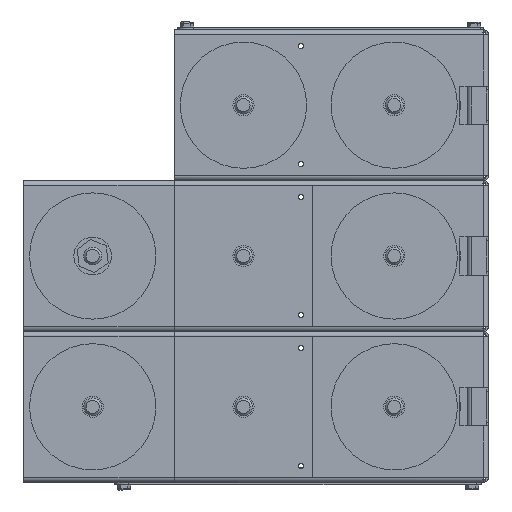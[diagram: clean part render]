
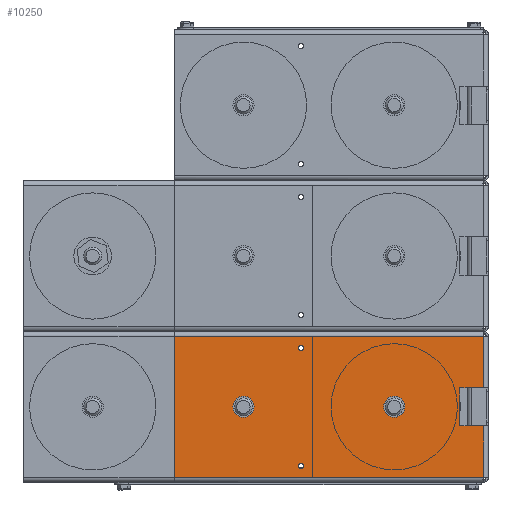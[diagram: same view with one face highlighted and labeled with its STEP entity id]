
A CAD part, front view. The second image highlights one B-rep face of the part: STEP entity #10250.
In plain terms, the highlighted planar face has unit normal (0, -1, 0).
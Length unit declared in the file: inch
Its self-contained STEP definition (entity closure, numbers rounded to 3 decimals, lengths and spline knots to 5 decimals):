
#449=FACE_BOUND('',#1834,.T.);
#450=FACE_BOUND('',#1835,.T.);
#451=FACE_BOUND('',#1836,.T.);
#452=FACE_BOUND('',#1837,.T.);
#739=PLANE('',#11362);
#1198=FACE_OUTER_BOUND('',#1833,.T.);
#1833=EDGE_LOOP('',(#7931,#7932,#7933,#7934,#7935,#7936,#7937,#7938,#7939,
#7940,#7941,#7942));
#1834=EDGE_LOOP('',(#7943));
#1835=EDGE_LOOP('',(#7944));
#1836=EDGE_LOOP('',(#7945));
#1837=EDGE_LOOP('',(#7946));
#2605=LINE('',#16318,#3545);
#2607=LINE('',#16324,#3547);
#2611=LINE('',#16334,#3551);
#2612=LINE('',#16336,#3552);
#2613=LINE('',#16338,#3553);
#2614=LINE('',#16340,#3554);
#2615=LINE('',#16342,#3555);
#2616=LINE('',#16344,#3556);
#2617=LINE('',#16346,#3557);
#2618=LINE('',#16348,#3558);
#2619=LINE('',#16350,#3559);
#2620=LINE('',#16351,#3560);
#3545=VECTOR('',#12974,0.3937);
#3547=VECTOR('',#12980,0.3937);
#3551=VECTOR('',#12988,0.3937);
#3552=VECTOR('',#12989,0.3937);
#3553=VECTOR('',#12990,0.3937);
#3554=VECTOR('',#12991,0.3937);
#3555=VECTOR('',#12992,0.3937);
#3556=VECTOR('',#12993,0.3937);
#3557=VECTOR('',#12994,0.3937);
#3558=VECTOR('',#12995,0.3937);
#3559=VECTOR('',#12996,0.3937);
#3560=VECTOR('',#12997,0.3937);
#4400=CIRCLE('',#11346,0.28);
#4402=CIRCLE('',#11349,0.28);
#4404=CIRCLE('',#11352,0.07);
#4406=CIRCLE('',#11355,0.07);
#4870=VERTEX_POINT('',#16290);
#4872=VERTEX_POINT('',#16296);
#4874=VERTEX_POINT('',#16302);
#4876=VERTEX_POINT('',#16308);
#4879=VERTEX_POINT('',#16315);
#4880=VERTEX_POINT('',#16317);
#4882=VERTEX_POINT('',#16323);
#4886=VERTEX_POINT('',#16333);
#4887=VERTEX_POINT('',#16335);
#4888=VERTEX_POINT('',#16337);
#4889=VERTEX_POINT('',#16339);
#4890=VERTEX_POINT('',#16341);
#4891=VERTEX_POINT('',#16343);
#4892=VERTEX_POINT('',#16345);
#4893=VERTEX_POINT('',#16347);
#4894=VERTEX_POINT('',#16349);
#6005=EDGE_CURVE('',#4870,#4870,#4400,.T.);
#6008=EDGE_CURVE('',#4872,#4872,#4402,.T.);
#6011=EDGE_CURVE('',#4874,#4874,#4404,.T.);
#6014=EDGE_CURVE('',#4876,#4876,#4406,.T.);
#6018=EDGE_CURVE('',#4879,#4880,#2605,.T.);
#6021=EDGE_CURVE('',#4882,#4880,#2607,.T.);
#6026=EDGE_CURVE('',#4886,#4879,#2611,.T.);
#6027=EDGE_CURVE('',#4887,#4886,#2612,.T.);
#6028=EDGE_CURVE('',#4888,#4887,#2613,.T.);
#6029=EDGE_CURVE('',#4889,#4888,#2614,.T.);
#6030=EDGE_CURVE('',#4889,#4890,#2615,.T.);
#6031=EDGE_CURVE('',#4890,#4891,#2616,.T.);
#6032=EDGE_CURVE('',#4891,#4892,#2617,.T.);
#6033=EDGE_CURVE('',#4892,#4893,#2618,.T.);
#6034=EDGE_CURVE('',#4893,#4894,#2619,.T.);
#6035=EDGE_CURVE('',#4894,#4882,#2620,.T.);
#7931=ORIENTED_EDGE('',*,*,#6018,.F.);
#7932=ORIENTED_EDGE('',*,*,#6026,.F.);
#7933=ORIENTED_EDGE('',*,*,#6027,.F.);
#7934=ORIENTED_EDGE('',*,*,#6028,.F.);
#7935=ORIENTED_EDGE('',*,*,#6029,.F.);
#7936=ORIENTED_EDGE('',*,*,#6030,.T.);
#7937=ORIENTED_EDGE('',*,*,#6031,.T.);
#7938=ORIENTED_EDGE('',*,*,#6032,.T.);
#7939=ORIENTED_EDGE('',*,*,#6033,.T.);
#7940=ORIENTED_EDGE('',*,*,#6034,.T.);
#7941=ORIENTED_EDGE('',*,*,#6035,.T.);
#7942=ORIENTED_EDGE('',*,*,#6021,.T.);
#7943=ORIENTED_EDGE('',*,*,#6005,.T.);
#7944=ORIENTED_EDGE('',*,*,#6008,.T.);
#7945=ORIENTED_EDGE('',*,*,#6011,.T.);
#7946=ORIENTED_EDGE('',*,*,#6014,.T.);
#10250=ADVANCED_FACE('',(#1198,#449,#450,#451,#452),#739,.T.);
#11346=AXIS2_PLACEMENT_3D('',#16291,#12944,#12945);
#11349=AXIS2_PLACEMENT_3D('',#16297,#12951,#12952);
#11352=AXIS2_PLACEMENT_3D('',#16303,#12958,#12959);
#11355=AXIS2_PLACEMENT_3D('',#16309,#12965,#12966);
#11362=AXIS2_PLACEMENT_3D('',#16332,#12986,#12987);
#12944=DIRECTION('center_axis',(0.,1.,0.));
#12945=DIRECTION('ref_axis',(-1.,0.,0.));
#12951=DIRECTION('center_axis',(0.,1.,0.));
#12952=DIRECTION('ref_axis',(-1.,0.,0.));
#12958=DIRECTION('center_axis',(0.,1.,0.));
#12959=DIRECTION('ref_axis',(-1.,0.,0.));
#12965=DIRECTION('center_axis',(0.,1.,0.));
#12966=DIRECTION('ref_axis',(-1.,0.,0.));
#12974=DIRECTION('',(0.,0.,-1.));
#12980=DIRECTION('',(1.,0.,0.));
#12986=DIRECTION('center_axis',(0.,-1.,0.));
#12987=DIRECTION('ref_axis',(0.,0.,-1.));
#12988=DIRECTION('',(1.,0.,0.));
#12989=DIRECTION('',(0.,0.,1.));
#12990=DIRECTION('',(-1.,0.,0.));
#12991=DIRECTION('',(0.,0.,-1.));
#12992=DIRECTION('',(-1.,0.,0.));
#12993=DIRECTION('',(0.,0.,1.));
#12994=DIRECTION('',(-1.,0.,0.));
#12995=DIRECTION('',(0.,0.,1.));
#12996=DIRECTION('',(1.,0.,0.));
#12997=DIRECTION('',(0.,0.,1.));
#16290=CARTESIAN_POINT('',(-2.22,-0.0635,0.));
#16291=CARTESIAN_POINT('Origin',(-2.5,-0.0635,
0.));
#16296=CARTESIAN_POINT('',(-6.22,-0.0635,0.));
#16297=CARTESIAN_POINT('Origin',(-6.5,-0.0635,
0.));
#16302=CARTESIAN_POINT('',(-4.91,-0.0635,-1.565));
#16303=CARTESIAN_POINT('Origin',(-4.98,-0.0635,-1.565));
#16308=CARTESIAN_POINT('',(-4.91,-0.0635,1.565));
#16309=CARTESIAN_POINT('Origin',(-4.98,-0.0635,1.565));
#16315=CARTESIAN_POINT('',(-0.127,-0.0635,1.873));
#16317=CARTESIAN_POINT('',(-0.127,-0.0635,0.505));
#16318=CARTESIAN_POINT('',(-0.127,-0.0635,0.));
#16323=CARTESIAN_POINT('',(-0.76,-0.0635,0.505));
#16324=CARTESIAN_POINT('',(0.,-0.0635,0.505));
#16332=CARTESIAN_POINT('Origin',(0.,-0.0635,0.));
#16333=CARTESIAN_POINT('',(-8.34,-0.0635,1.873));
#16334=CARTESIAN_POINT('',(-0.6063,-0.0635,1.873));
#16335=CARTESIAN_POINT('',(-8.34,-0.0635,-1.873));
#16336=CARTESIAN_POINT('',(-8.34,-0.0635,0.));
#16337=CARTESIAN_POINT('',(-0.127,-0.0635,-1.873));
#16338=CARTESIAN_POINT('',(-0.6063,-0.0635,-1.873));
#16339=CARTESIAN_POINT('',(-0.127,-0.0635,-0.505));
#16340=CARTESIAN_POINT('',(-0.127,-0.0635,0.));
#16341=CARTESIAN_POINT('',(-0.76,-0.0635,-0.505));
#16342=CARTESIAN_POINT('',(0.,-0.0635,-0.505));
#16343=CARTESIAN_POINT('',(-0.76,-0.0635,-0.475));
#16344=CARTESIAN_POINT('',(-0.76,-0.0635,-0.2275));
#16345=CARTESIAN_POINT('',(-0.7635,-0.0635,-0.475));
#16346=CARTESIAN_POINT('',(-0.38175,-0.0635,-0.475));
#16347=CARTESIAN_POINT('',(-0.7635,-0.0635,0.475));
#16348=CARTESIAN_POINT('',(-0.7635,-0.0635,0.2375));
#16349=CARTESIAN_POINT('',(-0.76,-0.0635,0.475));
#16350=CARTESIAN_POINT('',(-0.03175,-0.0635,0.475));
#16351=CARTESIAN_POINT('',(-0.76,-0.0635,0.2275));
